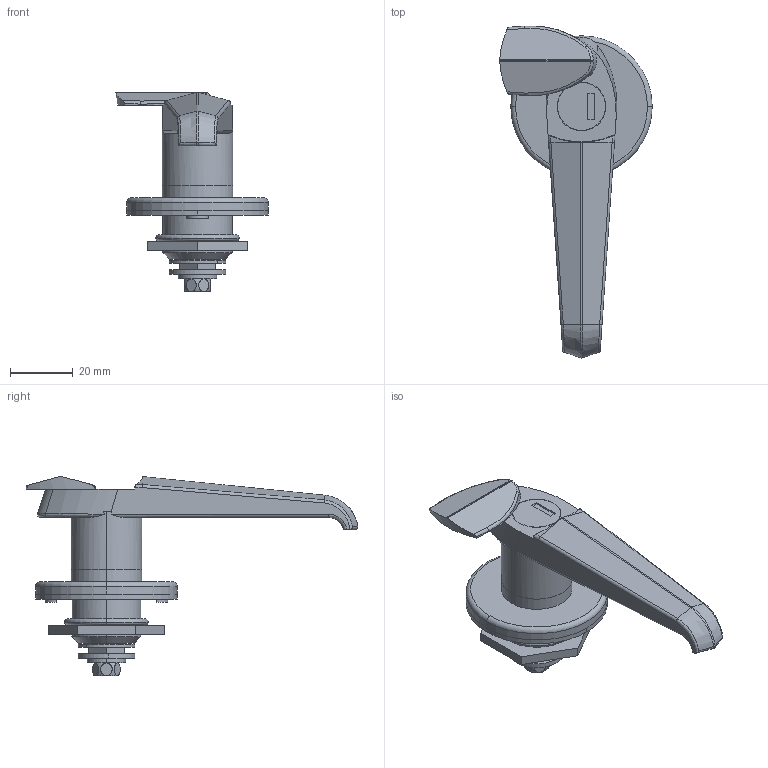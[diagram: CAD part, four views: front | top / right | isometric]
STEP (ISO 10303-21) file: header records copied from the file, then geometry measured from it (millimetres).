
FILE_DESCRIPTION (( 'STEP AP203' ), '1' );
FILE_NAME ('A-1140-3-1-TAK60.STEP', '2024-01-10T05:43:36', ( '' ), ( '' ), 'SwSTEP 2.0', 'SolidWorks 2021', '' );
FILE_SCHEMA (( 'CONFIG_CONTROL_DESIGN' ));
Length unit declared in the file: millimetre
Products named in the file (12): A-1140-3キャップ_; A-1140-3儕儞僌儚僢僔儍乕; A-1140-3本体_; 廫帤寠晅偒榋妏儃儖僩M6_M6亊14; A-1140-3-1-TAK60; A-1140-3儚僢僔儍乕_; A-1140-3受座_; A-1140-3六角ナット_; ダミーローター__#TAK60-4_; A-1140-3バネ座金_; A-1140-3パッキン_; A-1140-3角ワッシャー_SLDPRT
Assembly tree (11 placements, depth 2):
  A-1140-3-1-TAK60
    A-1140-3本体_
    A-1140-3キャップ_
    A-1140-3受座_
    A-1140-3パッキン_
    A-1140-3六角ナット_
    A-1140-3角ワッシャー_SLDPRT
    A-1140-3儚僢僔儍乕_
    A-1140-3儕儞僌儚僢僔儍乕
    ダミーローター__#TAK60-4_
    廫帤寠晅偒榋妏儃儖僩M6_M6亊14
    A-1140-3バネ座金_
Bounding box: 48.5 x 105.56 x 63.3 mm (x, y, z)
Volume: 32681.6 mm3; surface area: 24940.8 mm2
Topology: 11 solids, 11 shells, 254 faces, 611 edges, 390 vertices
Faces by surface type: plane 117, cylinder 90, bspline 21, torus 13, cone 11, sphere 2
Entity records: 10246 total; most frequent: CARTESIAN_POINT 3175, ORIENTED_EDGE 1212, DIRECTION 1205, EDGE_CURVE 606, AXIS2_PLACEMENT_3D 458, VERTEX_POINT 388, LINE 289, VECTOR 289
